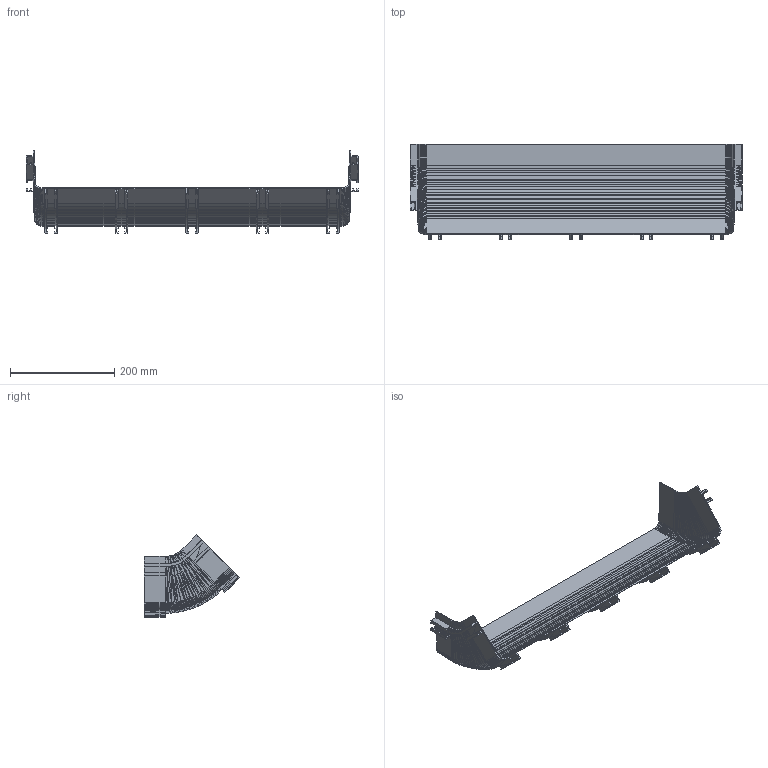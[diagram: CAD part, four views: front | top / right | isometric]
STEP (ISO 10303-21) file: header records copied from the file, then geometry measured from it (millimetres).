
FILE_DESCRIPTION(('FreeCAD Model'),'2;1');
FILE_NAME('Open CASCADE Shape Model','2022-12-06T14:58:54',('Author'),( ''),'Open CASCADE STEP processor 7.6','FreeCAD','Unknown');
FILE_SCHEMA(('AUTOMOTIVE_DESIGN { 1 0 10303 214 1 1 1 1 }'));
Products named in the file (1): DS_600_319F0______________________________________________45___________
_________________________________600____001001 (Solid)
Bounding box: 636 x 182.48 x 157.96 mm (x, y, z)
Volume: 514551.6 mm3; surface area: 362156.3 mm2
Topology: 1 solids, 1 shells, 5288 faces, 9008 edges, 3722 vertices
Faces by surface type: plane 5288
Entity records: 229938 total; most frequent: DIRECTION 37602, CARTESIAN_POINT 36035, LINE 27024, VECTOR 27024, ORIENTED_EDGE 18016, PCURVE 18016, DEFINITIONAL_REPRESENTATION 18016, EDGE_CURVE 9008
